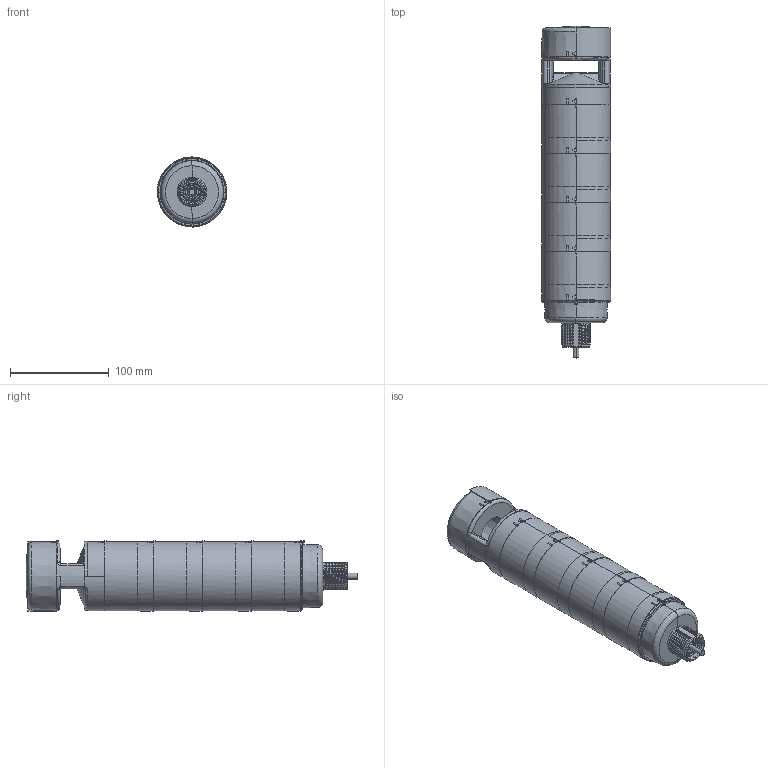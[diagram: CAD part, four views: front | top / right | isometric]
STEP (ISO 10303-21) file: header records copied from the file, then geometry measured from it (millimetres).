
FILE_DESCRIPTION((''),'2;1');
FILE_NAME('199001_ASM','2017-03-10T',('pdmadmin'),('BANNER ENGINEERING'),'CREO PARAMETRIC BY PTC INC, 2016260','CREO PARAMETRIC BY PTC INC, 2016260','');
FILE_SCHEMA(('CONFIG_CONTROL_DESIGN'));
Length unit declared in the file: millimetre
Products named in the file (7): 180077; 183492; 183493; 192654; 192655; CABLE_592; 199001_ASM
Assembly tree (12 placements, depth 2):
  199001_ASM
    180077
    183492  x4
    183493  x4
    192654
    192655
    CABLE_592
Bounding box: 71 x 336.9 x 71.25 mm (x, y, z)
Volume: 306831.5 mm3; surface area: 223491.5 mm2
Topology: 12 solids, 18 shells, 3363 faces, 8076 edges, 4762 vertices
Faces by surface type: bspline 1080, cylinder 866, plane 591, torus 365, cone 275, sphere 186
Entity records: 90501 total; most frequent: CARTESIAN_POINT 57011, ORIENTED_EDGE 7660, DIRECTION 6079, EDGE_CURVE 3836, AXIS2_PLACEMENT_3D 2548, VERTEX_POINT 2287, EDGE_LOOP 1654, FACE_OUTER_BOUND 1590
